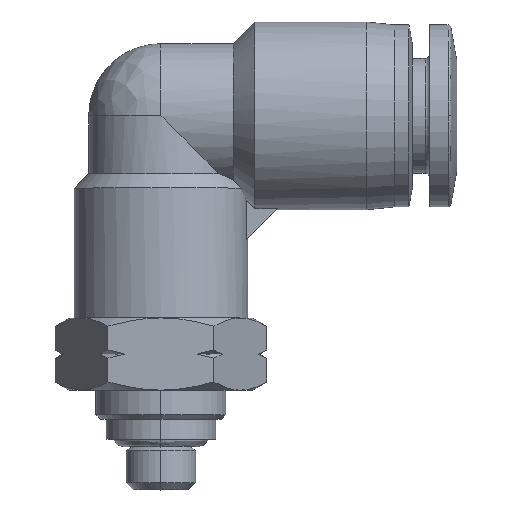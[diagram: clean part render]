
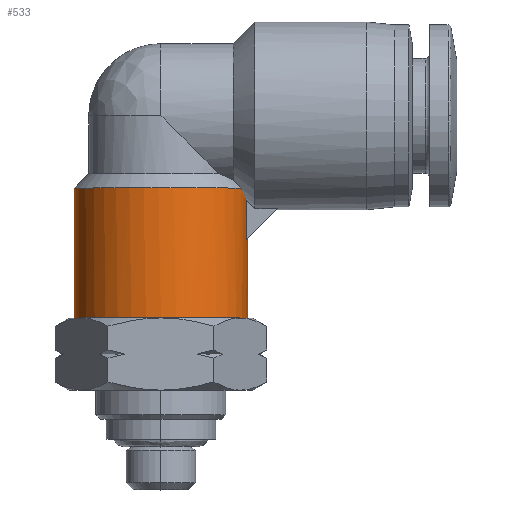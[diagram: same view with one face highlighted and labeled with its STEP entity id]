
A CAD part, top view. The second image highlights one B-rep face of the part: STEP entity #533.
In plain terms, the highlighted cylindrical face has radius 6 mm (diameter 12 mm), a partial arc.
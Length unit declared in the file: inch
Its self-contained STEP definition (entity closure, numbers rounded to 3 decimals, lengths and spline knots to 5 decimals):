
#22 = CARTESIAN_POINT ( 'NONE',  ( -0.23622, 0.35433, 0. ) ) ;
#38 = ORIENTED_EDGE ( 'NONE', *, *, #1909, .T. ) ;
#84 = VERTEX_POINT ( 'NONE', #1368 ) ;
#152 = CARTESIAN_POINT ( 'NONE',  ( 0.23512, 0.21543, 0.02635 ) ) ;
#234 = EDGE_CURVE ( 'NONE', #3025, #821, #1548, .T. ) ;
#302 = CIRCLE ( 'NONE', #841, 0.23622 ) ;
#305 = VECTOR ( 'NONE', #2495, 39.37008 ) ;
#490 = LINE ( 'NONE', #2251, #305 ) ;
#533 = ADVANCED_FACE ( 'NONE', ( #1607 ), #1567, .T. ) ;
#732 = CIRCLE ( 'NONE', #929, 0.23622 ) ;
#821 = VERTEX_POINT ( 'NONE', #1385 ) ;
#841 = AXIS2_PLACEMENT_3D ( 'NONE', #3070, #1414, #3333 ) ;
#929 = AXIS2_PLACEMENT_3D ( 'NONE', #3086, #1429, #3352 ) ;
#953 = VECTOR ( 'NONE', #1984, 39.37008 ) ;
#1003 = LINE ( 'NONE', #2801, #953 ) ;
#1024 = CARTESIAN_POINT ( 'NONE',  ( 0.23292, 0.32162, 0.03937 ) ) ;
#1072 = CARTESIAN_POINT ( 'NONE',  ( 0.22064, 0.34724, 0.08477 ) ) ;
#1087 = CARTESIAN_POINT ( 'NONE',  ( 0.21743, 0.35433, 0.09233 ) ) ;
#1116 =( BOUNDED_CURVE ( )  B_SPLINE_CURVE ( 3, ( #3413, #1218, #152, #2092 ),
 .UNSPECIFIED., .F., .F. ) 
 B_SPLINE_CURVE_WITH_KNOTS ( ( 4, 4 ),
 ( 0., 0.16745 ),
 .UNSPECIFIED. ) 
 CURVE ( )  GEOMETRIC_REPRESENTATION_ITEM ( )  RATIONAL_B_SPLINE_CURVE ( ( 1., 0.998, 0.998, 1. ) ) 
 REPRESENTATION_ITEM ( '' )  );
#1124 = CARTESIAN_POINT ( 'NONE',  ( 0.23292, 0.32162, 0.03937 ) ) ;
#1170 = CARTESIAN_POINT ( 'NONE',  ( 0.2312, 0.32511, 0.04954 ) ) ;
#1204 = EDGE_CURVE ( 'NONE', #2975, #3025, #1003, .T. ) ;
#1218 = CARTESIAN_POINT ( 'NONE',  ( 0.23622, 0.21654, 0.0132 ) ) ;
#1343 = CARTESIAN_POINT ( 'NONE',  ( 0.22893, 0.32974, 0.05894 ) ) ;
#1368 = CARTESIAN_POINT ( 'NONE',  ( 0.23622, 0.21654, 0. ) ) ;
#1385 = CARTESIAN_POINT ( 'NONE',  ( 0.21743, 0.35433, 0.09233 ) ) ;
#1414 = DIRECTION ( 'NONE',  ( 0., 1., 0. ) ) ;
#1426 = CARTESIAN_POINT ( 'NONE',  ( 0.22367, 0.34078, 0.07654 ) ) ;
#1429 = DIRECTION ( 'NONE',  ( 0., -1., 0. ) ) ;
#1448 = AXIS2_PLACEMENT_3D ( 'NONE', #2271, #3277, #2334 ) ;
#1548 = B_SPLINE_CURVE_WITH_KNOTS ( 'NONE', 3,
 ( #1124, #1170, #1343, #1426, #1072, #1087 ),
 .UNSPECIFIED., .F., .F.,
 ( 4, 2, 4 ),
 ( 0., 0.00082, 0.00163 ),
 .UNSPECIFIED. ) ;
#1567 = CYLINDRICAL_SURFACE ( 'NONE', #1448, 0.23622 ) ;
#1607 = FACE_OUTER_BOUND ( 'NONE', #1659, .T. ) ;
#1659 = EDGE_LOOP ( 'NONE', ( #38, #2331, #2325, #2578, #2543, #3046, #2793 ) ) ;
#1684 = VERTEX_POINT ( 'NONE', #2448 ) ;
#1818 = CARTESIAN_POINT ( 'NONE',  ( 0.23292, 0.21323, 0.03937 ) ) ;
#1827 = EDGE_CURVE ( 'NONE', #1684, #2708, #490, .T. ) ;
#1828 = CARTESIAN_POINT ( 'NONE',  ( 0.23622, 0., 0. ) ) ;
#1909 = EDGE_CURVE ( 'NONE', #1684, #2999, #302, .T. ) ;
#1984 = DIRECTION ( 'NONE',  ( 0., 1., 0. ) ) ;
#2051 = EDGE_CURVE ( 'NONE', #84, #2975, #1116, .T. ) ;
#2092 = CARTESIAN_POINT ( 'NONE',  ( 0.23292, 0.21323, 0.03937 ) ) ;
#2251 = CARTESIAN_POINT ( 'NONE',  ( -0.23622, 0.17717, 0. ) ) ;
#2271 = CARTESIAN_POINT ( 'NONE',  ( 0., 0.17717, 0. ) ) ;
#2325 = ORIENTED_EDGE ( 'NONE', *, *, #2051, .T. ) ;
#2331 = ORIENTED_EDGE ( 'NONE', *, *, #2838, .T. ) ;
#2334 = DIRECTION ( 'NONE',  ( -1., 0., 0. ) ) ;
#2448 = CARTESIAN_POINT ( 'NONE',  ( -0.23622, 0., 0. ) ) ;
#2495 = DIRECTION ( 'NONE',  ( 0., 1., 0. ) ) ;
#2511 = LINE ( 'NONE', #3151, #2598 ) ;
#2543 = ORIENTED_EDGE ( 'NONE', *, *, #234, .T. ) ;
#2578 = ORIENTED_EDGE ( 'NONE', *, *, #1204, .T. ) ;
#2598 = VECTOR ( 'NONE', #2874, 39.37008 ) ;
#2708 = VERTEX_POINT ( 'NONE', #22 ) ;
#2793 = ORIENTED_EDGE ( 'NONE', *, *, #1827, .F. ) ;
#2801 = CARTESIAN_POINT ( 'NONE',  ( 0.23292, 0.17717, 0.03937 ) ) ;
#2838 = EDGE_CURVE ( 'NONE', #2999, #84, #2511, .T. ) ;
#2874 = DIRECTION ( 'NONE',  ( 0., 1., 0. ) ) ;
#2975 = VERTEX_POINT ( 'NONE', #1818 ) ;
#2999 = VERTEX_POINT ( 'NONE', #1828 ) ;
#3025 = VERTEX_POINT ( 'NONE', #1024 ) ;
#3046 = ORIENTED_EDGE ( 'NONE', *, *, #3196, .T. ) ;
#3070 = CARTESIAN_POINT ( 'NONE',  ( 0., 0., 0. ) ) ;
#3086 = CARTESIAN_POINT ( 'NONE',  ( 0., 0.35433, 0. ) ) ;
#3151 = CARTESIAN_POINT ( 'NONE',  ( 0.23622, 0.17717, 0. ) ) ;
#3196 = EDGE_CURVE ( 'NONE', #821, #2708, #732, .T. ) ;
#3277 = DIRECTION ( 'NONE',  ( 0., 1., 0. ) ) ;
#3333 = DIRECTION ( 'NONE',  ( -1., 0., 0. ) ) ;
#3352 = DIRECTION ( 'NONE',  ( -1., 0., 0. ) ) ;
#3413 = CARTESIAN_POINT ( 'NONE',  ( 0.23622, 0.21654, 0. ) ) ;
